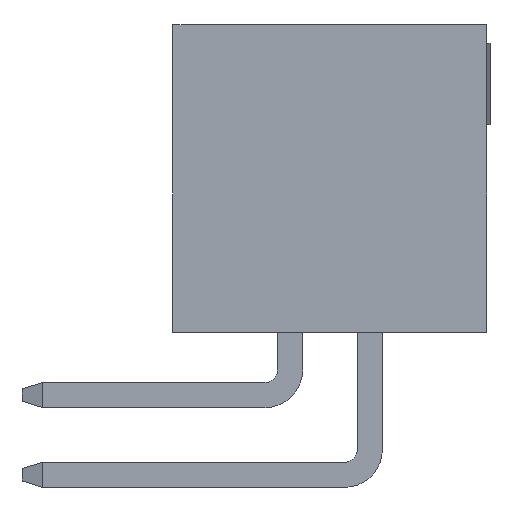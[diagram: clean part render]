
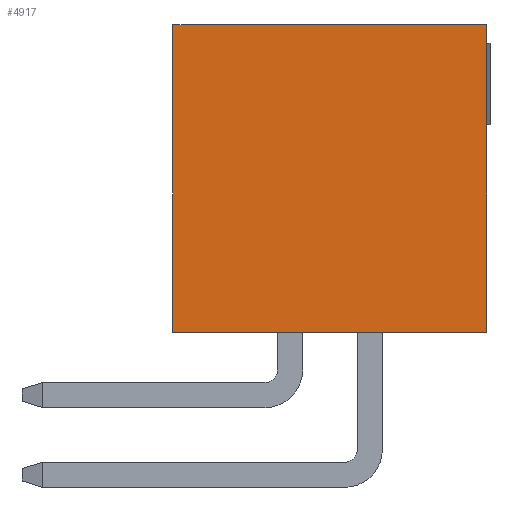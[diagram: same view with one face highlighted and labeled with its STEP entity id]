
A CAD part, left-side view. The second image highlights one B-rep face of the part: STEP entity #4917.
In plain terms, the highlighted planar face has unit normal (-1, 0, 0).
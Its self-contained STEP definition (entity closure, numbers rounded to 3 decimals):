
#635=ORIENTED_EDGE('',*,*,#1409,.F.);
#636=ORIENTED_EDGE('',*,*,#1396,.F.);
#637=ORIENTED_EDGE('',*,*,#1185,.T.);
#638=ORIENTED_EDGE('',*,*,#1504,.T.);
#1185=EDGE_CURVE('',#1730,#1729,#2077,.T.);
#1396=EDGE_CURVE('',#1730,#1878,#2288,.T.);
#1409=EDGE_CURVE('',#1878,#1885,#2301,.T.);
#1504=EDGE_CURVE('',#1729,#1885,#2396,.T.);
#1729=VERTEX_POINT('',#6236);
#1730=VERTEX_POINT('',#6238);
#1878=VERTEX_POINT('',#6653);
#1885=VERTEX_POINT('',#6674);
#2077=LINE('',#6237,#2613);
#2288=LINE('',#6652,#2824);
#2301=LINE('',#6673,#2837);
#2396=LINE('',#6861,#2932);
#2613=VECTOR('',#5267,1000.);
#2824=VECTOR('',#5590,1000.);
#2837=VECTOR('',#5605,1000.);
#2932=VECTOR('',#5746,1000.);
#3234=EDGE_LOOP('',(#635,#636,#637,#638));
#3438=FACE_BOUND('',#3234,.T.);
#3629=PLANE('',#5123);
#4917=ADVANCED_FACE('',(#3438),#3629,.T.);
#5123=AXIS2_PLACEMENT_3D('',#6862,#5747,#5748);
#5267=DIRECTION('',(0.,0.,1.));
#5590=DIRECTION('',(0.,1.,0.));
#5605=DIRECTION('',(0.,0.,1.));
#5746=DIRECTION('',(0.,1.,0.));
#5747=DIRECTION('',(-1.,0.,0.));
#5748=DIRECTION('',(0.,0.,1.));
#6236=CARTESIAN_POINT('',(-6.985,-2.5,2.45));
#6237=CARTESIAN_POINT('',(-6.985,-2.5,-2.45));
#6238=CARTESIAN_POINT('',(-6.985,-2.5,-2.45));
#6652=CARTESIAN_POINT('',(-6.985,-2.5,-2.45));
#6653=CARTESIAN_POINT('',(-6.985,2.5,-2.45));
#6673=CARTESIAN_POINT('',(-6.985,2.5,-2.45));
#6674=CARTESIAN_POINT('',(-6.985,2.5,2.45));
#6861=CARTESIAN_POINT('',(-6.985,-2.5,2.45));
#6862=CARTESIAN_POINT('',(-6.985,-2.5,-2.45));
